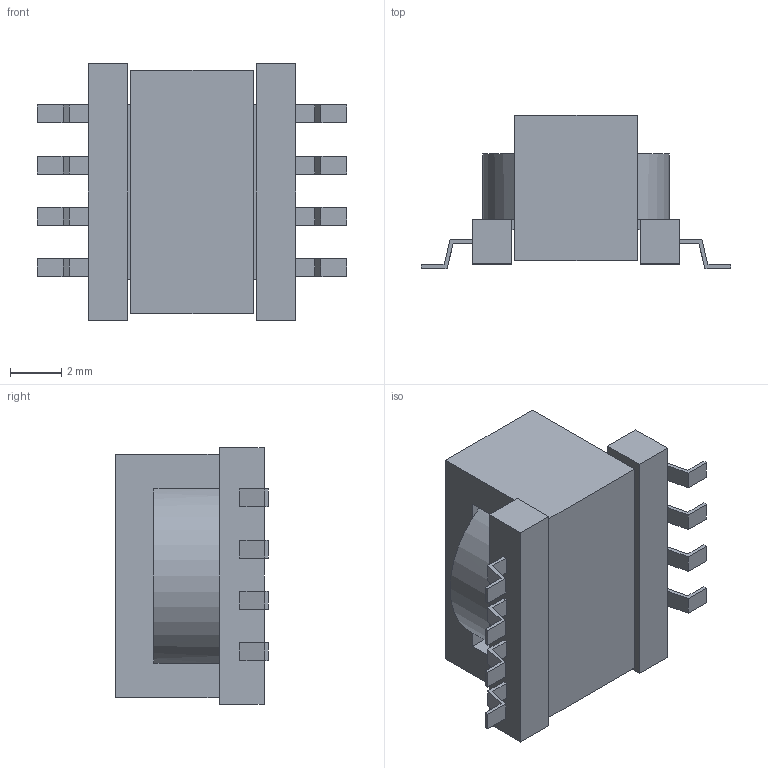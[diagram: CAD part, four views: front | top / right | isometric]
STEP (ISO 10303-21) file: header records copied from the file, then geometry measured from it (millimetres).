
FILE_DESCRIPTION (( 'STEP AP214' ), '1' );
FILE_NAME ('Coilcraft-DA2303-AL.STEP', '2012-08-09T11:58:47', ( 'sysAdmin' ), ( 'SolidWorks' ), 'SwSTEP 2.0', 'SolidWorks 2012', '' );
FILE_SCHEMA (( 'AUTOMOTIVE_DESIGN' ));
Length unit declared in the file: millimetre
Products named in the file (1): Coilcraft-DA2303-AL
Bounding box: 12.07 x 5.97 x 10 mm (x, y, z)
Volume: 335.9 mm3; surface area: 483.2 mm2
Topology: 1 solids, 1 shells, 490 faces, 1229 edges, 773 vertices
Faces by surface type: bspline 250, plane 236, cylinder 4
Entity records: 24041 total; most frequent: CARTESIAN_POINT 8699, ORIENTED_EDGE 2458, EDGE_CURVE 1229, DIRECTION 1223, VERTEX_POINT 773, VECTOR 717, LINE 717, EDGE_LOOP 526
